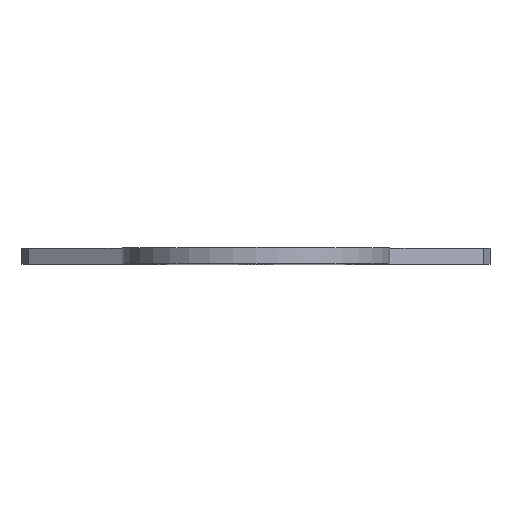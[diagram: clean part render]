
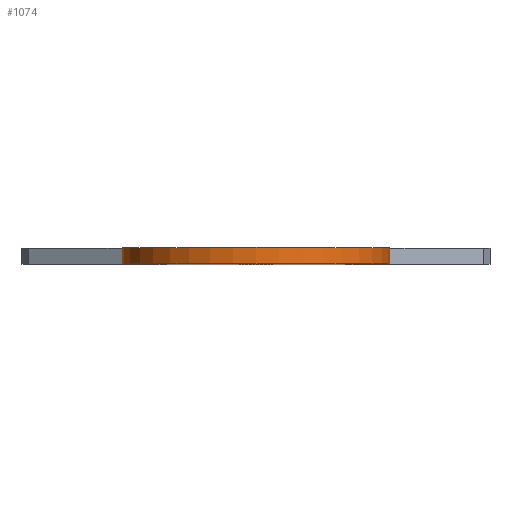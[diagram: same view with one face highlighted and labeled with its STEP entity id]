
A CAD part, top view. The second image highlights one B-rep face of the part: STEP entity #1074.
In plain terms, the highlighted cylindrical face has radius 25 mm (diameter 50 mm), a partial arc.
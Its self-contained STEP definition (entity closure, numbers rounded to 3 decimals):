
#94=CARTESIAN_POINT('',(0.,0.,0.));
#95=DIRECTION('',(0.,1.,0.));
#96=DIRECTION('',(-1.,0.,0.));
#97=AXIS2_PLACEMENT_3D('',#94,#95,#96);
#223=CARTESIAN_POINT('',(0.,3.,0.));
#224=DIRECTION('',(0.,1.,0.));
#225=DIRECTION('',(-1.,0.,0.));
#226=AXIS2_PLACEMENT_3D('',#223,#224,#225);
#369=DIRECTION('',(0.,-1.,0.));
#370=VECTOR('',#369,3.);
#371=CARTESIAN_POINT('',(25.,3.,0.));
#372=LINE('',#371,#370);
#377=DIRECTION('',(0.,-1.,0.));
#378=VECTOR('',#377,3.);
#379=CARTESIAN_POINT('',(-25.,3.,0.));
#380=LINE('',#379,#378);
#497=CARTESIAN_POINT('',(-25.,0.,0.));
#498=CARTESIAN_POINT('',(25.,0.,0.));
#499=VERTEX_POINT('',#497);
#500=VERTEX_POINT('',#498);
#501=CARTESIAN_POINT('',(-25.,3.,0.));
#502=CARTESIAN_POINT('',(25.,3.,0.));
#503=VERTEX_POINT('',#501);
#504=VERTEX_POINT('',#502);
#1062=CARTESIAN_POINT('',(0.,3.,0.));
#1063=DIRECTION('',(0.,1.,0.));
#1064=DIRECTION('',(1.,0.,0.));
#1065=AXIS2_PLACEMENT_3D('',#1062,#1063,#1064);
#1066=CYLINDRICAL_SURFACE('',#1065,25.);
#1067=ORIENTED_EDGE('',*,*,#670,.F.);
#1069=ORIENTED_EDGE('',*,*,#1068,.F.);
#1070=ORIENTED_EDGE('',*,*,#810,.T.);
#1071=ORIENTED_EDGE('',*,*,#1056,.T.);
#1072=EDGE_LOOP('',(#1067,#1069,#1070,#1071));
#1073=FACE_OUTER_BOUND('',#1072,.F.);
#1074=ADVANCED_FACE('',(#1073),#1066,.T.);
#98=CIRCLE('',#97,25.);
#227=CIRCLE('',#226,25.);
#670=EDGE_CURVE('',#499,#500,#98,.T.);
#810=EDGE_CURVE('',#503,#504,#227,.T.);
#1056=EDGE_CURVE('',#504,#500,#372,.T.);
#1068=EDGE_CURVE('',#503,#499,#380,.T.);
